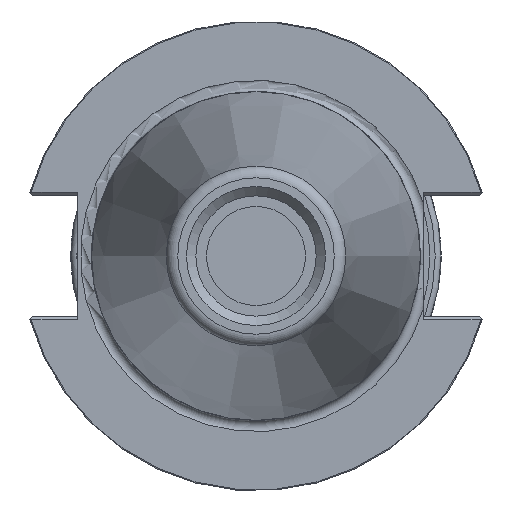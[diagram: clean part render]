
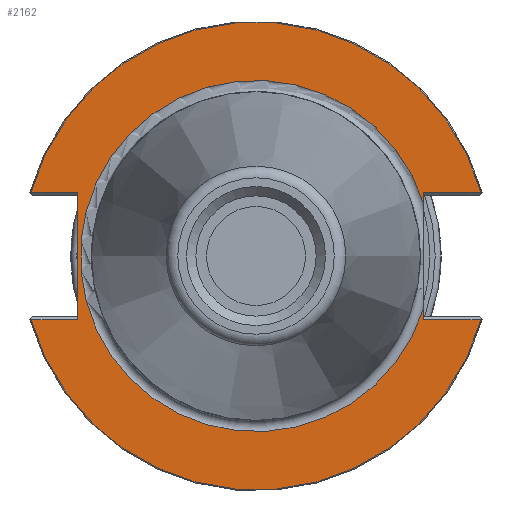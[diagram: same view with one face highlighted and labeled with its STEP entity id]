
A CAD part, left-side view. The second image highlights one B-rep face of the part: STEP entity #2162.
In plain terms, the highlighted planar face has unit normal (-1, 0, 0).
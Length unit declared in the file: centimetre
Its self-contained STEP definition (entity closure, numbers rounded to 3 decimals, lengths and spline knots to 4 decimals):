
#271=FACE_OUTER_BOUND('',#406,.T.);
#406=EDGE_LOOP('',(#1597,#1598,#1599,#1600,#1601,#1602,#1603,#1604,#1605,
#1606));
#509=CIRCLE('',#2306,3.1623);
#511=CIRCLE('',#2311,3.1623);
#512=CIRCLE('',#2312,2.3741);
#607=LINE('',#3728,#742);
#608=LINE('',#3750,#743);
#615=LINE('',#3807,#750);
#617=LINE('',#3811,#752);
#618=LINE('',#3813,#753);
#619=LINE('',#3815,#754);
#620=LINE('',#3818,#755);
#742=VECTOR('',#2608,0.1336);
#743=VECTOR('',#2609,0.1336);
#750=VECTOR('',#2626,0.7828);
#752=VECTOR('',#2630,0.6304);
#753=VECTOR('',#2631,1.7177);
#754=VECTOR('',#2632,0.6304);
#755=VECTOR('',#2635,0.7828);
#899=VERTEX_POINT('',#3725);
#900=VERTEX_POINT('',#3727);
#901=VERTEX_POINT('',#3729);
#902=VERTEX_POINT('',#3749);
#906=VERTEX_POINT('',#3758);
#907=VERTEX_POINT('',#3767);
#914=VERTEX_POINT('',#3810);
#915=VERTEX_POINT('',#3812);
#916=VERTEX_POINT('',#3814);
#917=VERTEX_POINT('',#3816);
#1145=EDGE_CURVE('',#900,#899,#607,.T.);
#1147=EDGE_CURVE('',#902,#901,#608,.T.);
#1152=EDGE_CURVE('',#906,#907,#509,.T.);
#1161=EDGE_CURVE('',#899,#907,#615,.T.);
#1163=EDGE_CURVE('',#914,#906,#617,.T.);
#1164=EDGE_CURVE('',#915,#914,#618,.T.);
#1165=EDGE_CURVE('',#916,#915,#619,.T.);
#1166=EDGE_CURVE('',#917,#916,#511,.T.);
#1167=EDGE_CURVE('',#917,#902,#620,.T.);
#1168=EDGE_CURVE('',#901,#900,#512,.T.);
#1597=ORIENTED_EDGE('',*,*,#1152,.F.);
#1598=ORIENTED_EDGE('',*,*,#1163,.F.);
#1599=ORIENTED_EDGE('',*,*,#1164,.F.);
#1600=ORIENTED_EDGE('',*,*,#1165,.F.);
#1601=ORIENTED_EDGE('',*,*,#1166,.F.);
#1602=ORIENTED_EDGE('',*,*,#1167,.T.);
#1603=ORIENTED_EDGE('',*,*,#1147,.T.);
#1604=ORIENTED_EDGE('',*,*,#1168,.T.);
#1605=ORIENTED_EDGE('',*,*,#1145,.T.);
#1606=ORIENTED_EDGE('',*,*,#1161,.T.);
#1950=PLANE('',#2310);
#2162=ADVANCED_FACE('',(#271),#1950,.T.);
#2306=AXIS2_PLACEMENT_3D('',#3768,#2615,#2616);
#2310=AXIS2_PLACEMENT_3D('',#3809,#2628,#2629);
#2311=AXIS2_PLACEMENT_3D('',#3817,#2633,#2634);
#2312=AXIS2_PLACEMENT_3D('',#3819,#2636,#2637);
#2608=DIRECTION('',(0.,0.,1.));
#2609=DIRECTION('',(0.,0.,1.));
#2615=DIRECTION('center_axis',(1.,0.,0.));
#2616=DIRECTION('ref_axis',(0.,0.,
1.));
#2626=DIRECTION('',(0.,-1.,0.));
#2628=DIRECTION('center_axis',(-1.,0.,0.));
#2629=DIRECTION('ref_axis',(0.,0.,1.));
#2630=DIRECTION('',(0.,1.,0.));
#2631=DIRECTION('',(0.,0.,1.));
#2632=DIRECTION('',(0.,-1.,0.));
#2633=DIRECTION('center_axis',(1.,0.,0.));
#2634=DIRECTION('ref_axis',(0.,0.,
-1.));
#2635=DIRECTION('',(0.,1.,0.));
#2636=DIRECTION('center_axis',(1.,0.,0.));
#2637=DIRECTION('ref_axis',(0.,0.,1.));
#3725=CARTESIAN_POINT('',(0.4572,-1.1014,0.8588));
#3727=CARTESIAN_POINT('',(0.4572,-1.1014,0.7252));
#3728=CARTESIAN_POINT('',(0.4572,-1.1014,0.));
#3729=CARTESIAN_POINT('',(0.4572,-1.1014,-0.7252));
#3749=CARTESIAN_POINT('',(0.4572,-1.1014,-0.8588));
#3750=CARTESIAN_POINT('',(0.4572,-1.1014,0.));
#3758=CARTESIAN_POINT('',(0.4572,4.2026,0.8588));
#3767=CARTESIAN_POINT('',(0.4572,-1.8843,0.8588));
#3768=CARTESIAN_POINT('Origin',(0.4572,1.1592,0.));
#3807=CARTESIAN_POINT('',(0.4572,-1.1332,0.8588));
#3809=CARTESIAN_POINT('Origin',(0.4572,-1.0633,0.));
#3810=CARTESIAN_POINT('',(0.4572,3.5722,0.8588));
#3811=CARTESIAN_POINT('',(0.4572,1.229,0.8588));
#3812=CARTESIAN_POINT('',(0.4572,3.5722,-0.8588));
#3813=CARTESIAN_POINT('',(0.4572,3.5722,-0.8588));
#3814=CARTESIAN_POINT('',(0.4572,4.2026,-0.8588));
#3815=CARTESIAN_POINT('',(0.4572,1.864,-0.8588));
#3816=CARTESIAN_POINT('',(0.4572,-1.8843,-0.8588));
#3817=CARTESIAN_POINT('Origin',(0.4572,1.1592,0.));
#3818=CARTESIAN_POINT('',(0.4572,-1.1332,-0.8588));
#3819=CARTESIAN_POINT('Origin',(0.4572,1.1592,0.));
